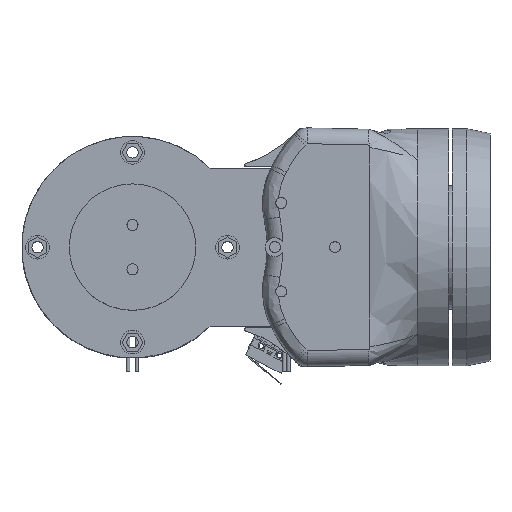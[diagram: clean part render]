
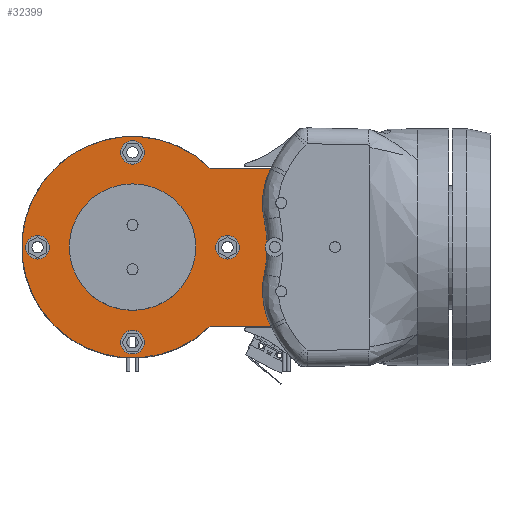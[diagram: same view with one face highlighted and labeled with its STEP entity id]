
A CAD part, top view. The second image highlights one B-rep face of the part: STEP entity #32399.
In plain terms, the highlighted planar face has unit normal (0, 0, 1).
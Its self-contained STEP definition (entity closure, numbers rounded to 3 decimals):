
#1625=FACE_BOUND('',#5049,.T.);
#1626=FACE_BOUND('',#5050,.T.);
#1627=FACE_BOUND('',#5051,.T.);
#1628=FACE_BOUND('',#5052,.T.);
#1629=FACE_BOUND('',#5053,.T.);
#1630=FACE_BOUND('',#5054,.T.);
#1631=FACE_BOUND('',#5055,.T.);
#1632=FACE_BOUND('',#5056,.T.);
#1633=FACE_BOUND('',#5057,.T.);
#1634=FACE_BOUND('',#5058,.T.);
#1977=PLANE('',#34606);
#3104=FACE_OUTER_BOUND('',#5048,.T.);
#5048=EDGE_LOOP('',(#22973,#22974,#22975,#22976,#22977,#22978,#22979,#22980,
#22981,#22982));
#5049=EDGE_LOOP('',(#22983));
#5050=EDGE_LOOP('',(#22984));
#5051=EDGE_LOOP('',(#22985));
#5052=EDGE_LOOP('',(#22986));
#5053=EDGE_LOOP('',(#22987));
#5054=EDGE_LOOP('',(#22988));
#5055=EDGE_LOOP('',(#22989));
#5056=EDGE_LOOP('',(#22990));
#5057=EDGE_LOOP('',(#22991));
#5058=EDGE_LOOP('',(#22992));
#7179=LINE('',#49065,#9844);
#7183=LINE('',#49077,#9848);
#7186=LINE('',#49087,#9851);
#7187=LINE('',#49091,#9852);
#9844=VECTOR('',#38283,10.);
#9848=VECTOR('',#38295,10.);
#9851=VECTOR('',#38304,10.);
#9852=VECTOR('',#38307,10.);
#12509=CIRCLE('',#34600,10.);
#12510=CIRCLE('',#34603,10.);
#12512=CIRCLE('',#34607,5.);
#12513=CIRCLE('',#34608,10.);
#12514=CIRCLE('',#34609,10.);
#12515=CIRCLE('',#34610,35.);
#12516=CIRCLE('',#34611,1.75);
#12517=CIRCLE('',#34612,1.75);
#12518=CIRCLE('',#34613,1.75);
#12519=CIRCLE('',#34614,1.75);
#12520=CIRCLE('',#34615,2.);
#12521=CIRCLE('',#34616,20.);
#12522=CIRCLE('',#34617,3.75);
#12523=CIRCLE('',#34618,3.75);
#12524=CIRCLE('',#34619,3.75);
#12525=CIRCLE('',#34620,3.75);
#13980=VERTEX_POINT('',#49058);
#13981=VERTEX_POINT('',#49060);
#13982=VERTEX_POINT('',#49064);
#13984=VERTEX_POINT('',#49070);
#13986=VERTEX_POINT('',#49076);
#13988=VERTEX_POINT('',#49082);
#13989=VERTEX_POINT('',#49084);
#13990=VERTEX_POINT('',#49086);
#13991=VERTEX_POINT('',#49088);
#13992=VERTEX_POINT('',#49090);
#13993=VERTEX_POINT('',#49093);
#13994=VERTEX_POINT('',#49095);
#13995=VERTEX_POINT('',#49097);
#13996=VERTEX_POINT('',#49099);
#13997=VERTEX_POINT('',#49101);
#13998=VERTEX_POINT('',#49103);
#13999=VERTEX_POINT('',#49105);
#14000=VERTEX_POINT('',#49107);
#14001=VERTEX_POINT('',#49109);
#14002=VERTEX_POINT('',#49111);
#17447=EDGE_CURVE('',#13980,#13981,#12509,.T.);
#17449=EDGE_CURVE('',#13982,#13981,#7179,.T.);
#17452=EDGE_CURVE('',#13982,#13984,#12510,.T.);
#17455=EDGE_CURVE('',#13986,#13984,#7183,.T.);
#17458=EDGE_CURVE('',#13980,#13988,#12512,.T.);
#17459=EDGE_CURVE('',#13989,#13988,#12513,.T.);
#17460=EDGE_CURVE('',#13989,#13990,#7186,.T.);
#17461=EDGE_CURVE('',#13991,#13990,#12514,.T.);
#17462=EDGE_CURVE('',#13991,#13992,#7187,.T.);
#17463=EDGE_CURVE('',#13992,#13986,#12515,.T.);
#17464=EDGE_CURVE('',#13993,#13993,#12516,.T.);
#17465=EDGE_CURVE('',#13994,#13994,#12517,.T.);
#17466=EDGE_CURVE('',#13995,#13995,#12518,.T.);
#17467=EDGE_CURVE('',#13996,#13996,#12519,.T.);
#17468=EDGE_CURVE('',#13997,#13997,#12520,.T.);
#17469=EDGE_CURVE('',#13998,#13998,#12521,.T.);
#17470=EDGE_CURVE('',#13999,#13999,#12522,.T.);
#17471=EDGE_CURVE('',#14000,#14000,#12523,.T.);
#17472=EDGE_CURVE('',#14001,#14001,#12524,.T.);
#17473=EDGE_CURVE('',#14002,#14002,#12525,.T.);
#22973=ORIENTED_EDGE('',*,*,#17452,.F.);
#22974=ORIENTED_EDGE('',*,*,#17449,.T.);
#22975=ORIENTED_EDGE('',*,*,#17447,.F.);
#22976=ORIENTED_EDGE('',*,*,#17458,.T.);
#22977=ORIENTED_EDGE('',*,*,#17459,.F.);
#22978=ORIENTED_EDGE('',*,*,#17460,.T.);
#22979=ORIENTED_EDGE('',*,*,#17461,.F.);
#22980=ORIENTED_EDGE('',*,*,#17462,.T.);
#22981=ORIENTED_EDGE('',*,*,#17463,.T.);
#22982=ORIENTED_EDGE('',*,*,#17455,.T.);
#22983=ORIENTED_EDGE('',*,*,#17464,.T.);
#22984=ORIENTED_EDGE('',*,*,#17465,.T.);
#22985=ORIENTED_EDGE('',*,*,#17466,.T.);
#22986=ORIENTED_EDGE('',*,*,#17467,.T.);
#22987=ORIENTED_EDGE('',*,*,#17468,.T.);
#22988=ORIENTED_EDGE('',*,*,#17469,.T.);
#22989=ORIENTED_EDGE('',*,*,#17470,.T.);
#22990=ORIENTED_EDGE('',*,*,#17471,.T.);
#22991=ORIENTED_EDGE('',*,*,#17472,.T.);
#22992=ORIENTED_EDGE('',*,*,#17473,.T.);
#32399=ADVANCED_FACE('',(#3104,#1625,#1626,#1627,#1628,#1629,#1630,#1631,
#1632,#1633,#1634),#1977,.T.);
#34600=AXIS2_PLACEMENT_3D('',#49061,#38278,#38279);
#34603=AXIS2_PLACEMENT_3D('',#49071,#38288,#38289);
#34606=AXIS2_PLACEMENT_3D('',#49081,#38298,#38299);
#34607=AXIS2_PLACEMENT_3D('',#49083,#38300,#38301);
#34608=AXIS2_PLACEMENT_3D('',#49085,#38302,#38303);
#34609=AXIS2_PLACEMENT_3D('',#49089,#38305,#38306);
#34610=AXIS2_PLACEMENT_3D('',#49092,#38308,#38309);
#34611=AXIS2_PLACEMENT_3D('',#49094,#38310,#38311);
#34612=AXIS2_PLACEMENT_3D('',#49096,#38312,#38313);
#34613=AXIS2_PLACEMENT_3D('',#49098,#38314,#38315);
#34614=AXIS2_PLACEMENT_3D('',#49100,#38316,#38317);
#34615=AXIS2_PLACEMENT_3D('',#49102,#38318,#38319);
#34616=AXIS2_PLACEMENT_3D('',#49104,#38320,#38321);
#34617=AXIS2_PLACEMENT_3D('',#49106,#38322,#38323);
#34618=AXIS2_PLACEMENT_3D('',#49108,#38324,#38325);
#34619=AXIS2_PLACEMENT_3D('',#49110,#38326,#38327);
#34620=AXIS2_PLACEMENT_3D('',#49112,#38328,#38329);
#38278=DIRECTION('center_axis',(0.,0.,1.));
#38279=DIRECTION('ref_axis',(1.,0.,0.));
#38283=DIRECTION('',(0.,1.,0.));
#38288=DIRECTION('center_axis',(0.,0.,-1.));
#38289=DIRECTION('ref_axis',(0.707,-0.707,0.));
#38295=DIRECTION('',(1.,0.,0.));
#38298=DIRECTION('center_axis',(0.,0.,1.));
#38299=DIRECTION('ref_axis',(-1.,0.,0.));
#38300=DIRECTION('center_axis',(0.,0.,1.));
#38301=DIRECTION('ref_axis',(1.,0.,0.));
#38302=DIRECTION('center_axis',(0.,0.,1.));
#38303=DIRECTION('ref_axis',(1.,0.,0.));
#38304=DIRECTION('',(0.,1.,0.));
#38305=DIRECTION('center_axis',(0.,0.,-1.));
#38306=DIRECTION('ref_axis',(0.707,0.707,0.));
#38307=DIRECTION('',(-1.,0.,0.));
#38308=DIRECTION('center_axis',(0.,0.,1.));
#38309=DIRECTION('ref_axis',(-1.,0.,0.));
#38310=DIRECTION('center_axis',(0.,0.,-1.));
#38311=DIRECTION('ref_axis',(1.,0.,0.));
#38312=DIRECTION('center_axis',(0.,0.,-1.));
#38313=DIRECTION('ref_axis',(1.,0.,0.));
#38314=DIRECTION('center_axis',(0.,0.,-1.));
#38315=DIRECTION('ref_axis',(1.,0.,0.));
#38316=DIRECTION('center_axis',(0.,0.,-1.));
#38317=DIRECTION('ref_axis',(1.,0.,0.));
#38318=DIRECTION('center_axis',(0.,0.,-1.));
#38319=DIRECTION('ref_axis',(1.,0.,0.));
#38320=DIRECTION('center_axis',(0.,0.,-1.));
#38321=DIRECTION('ref_axis',(-1.,0.,0.));
#38322=DIRECTION('center_axis',(0.,0.,-1.));
#38323=DIRECTION('ref_axis',(-1.,0.,0.));
#38324=DIRECTION('center_axis',(0.,0.,-1.));
#38325=DIRECTION('ref_axis',(-1.,0.,0.));
#38326=DIRECTION('center_axis',(0.,0.,-1.));
#38327=DIRECTION('ref_axis',(-1.,0.,0.));
#38328=DIRECTION('center_axis',(0.,0.,-1.));
#38329=DIRECTION('ref_axis',(-1.,0.,0.));
#49058=CARTESIAN_POINT('',(64.333,-4.989,55.));
#49060=CARTESIAN_POINT('',(55.,-14.967,55.));
#49061=CARTESIAN_POINT('Origin',(65.,-14.967,55.));
#49064=CARTESIAN_POINT('',(55.,-15.,55.));
#49065=CARTESIAN_POINT('',(55.,-25.,55.));
#49070=CARTESIAN_POINT('',(45.,-25.,55.));
#49071=CARTESIAN_POINT('Origin',(45.,-15.,55.));
#49076=CARTESIAN_POINT('',(24.495,-25.,55.));
#49077=CARTESIAN_POINT('',(20.,-25.,55.));
#49081=CARTESIAN_POINT('Origin',(-30.,0.,55.));
#49082=CARTESIAN_POINT('',(64.333,4.989,55.));
#49083=CARTESIAN_POINT('Origin',(64.,0.,55.));
#49084=CARTESIAN_POINT('',(55.,14.967,55.));
#49085=CARTESIAN_POINT('Origin',(65.,14.967,55.));
#49086=CARTESIAN_POINT('',(55.,15.,55.));
#49087=CARTESIAN_POINT('',(55.,-25.,55.));
#49088=CARTESIAN_POINT('',(45.,25.,55.));
#49089=CARTESIAN_POINT('Origin',(45.,15.,55.));
#49090=CARTESIAN_POINT('',(24.495,25.,55.));
#49091=CARTESIAN_POINT('',(55.,25.,55.));
#49092=CARTESIAN_POINT('Origin',(0.,0.,55.));
#49093=CARTESIAN_POINT('',(45.25,-14.,55.));
#49094=CARTESIAN_POINT('Origin',(47.,-14.,55.));
#49095=CARTESIAN_POINT('',(62.25,0.,55.));
#49096=CARTESIAN_POINT('Origin',(64.,0.,55.));
#49097=CARTESIAN_POINT('',(45.25,14.,55.));
#49098=CARTESIAN_POINT('Origin',(47.,14.,55.));
#49099=CARTESIAN_POINT('',(43.25,0.,55.));
#49100=CARTESIAN_POINT('Origin',(45.,0.,55.));
#49101=CARTESIAN_POINT('',(51.,0.,55.));
#49102=CARTESIAN_POINT('Origin',(53.,0.,55.));
#49103=CARTESIAN_POINT('',(20.,0.,55.));
#49104=CARTESIAN_POINT('Origin',(0.,0.,55.));
#49105=CARTESIAN_POINT('',(33.75,0.,55.));
#49106=CARTESIAN_POINT('Origin',(30.,0.,55.));
#49107=CARTESIAN_POINT('',(-26.25,0.,55.));
#49108=CARTESIAN_POINT('Origin',(-30.,0.,55.));
#49109=CARTESIAN_POINT('',(3.75,30.,55.));
#49110=CARTESIAN_POINT('Origin',(0.,30.,55.));
#49111=CARTESIAN_POINT('',(3.75,-30.,55.));
#49112=CARTESIAN_POINT('Origin',(0.,-30.,55.));
